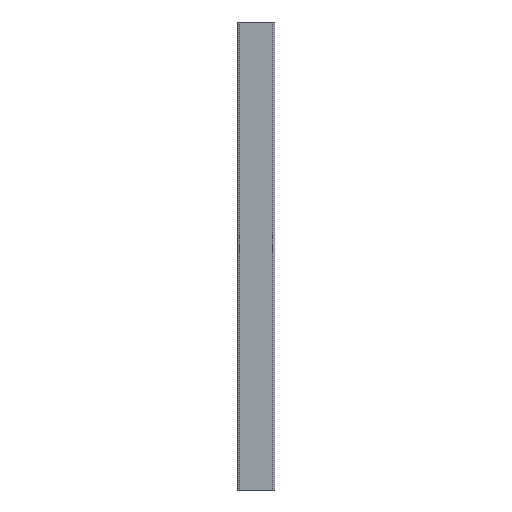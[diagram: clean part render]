
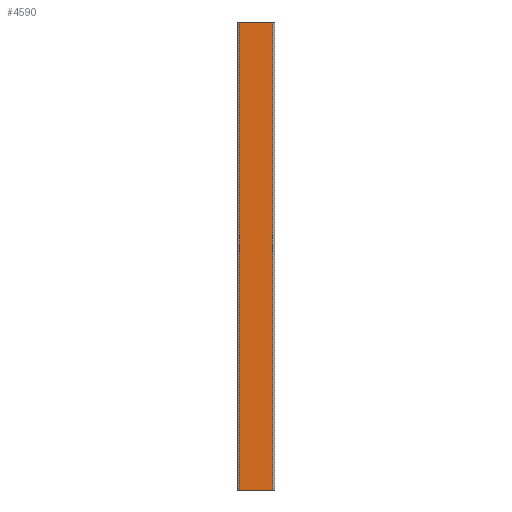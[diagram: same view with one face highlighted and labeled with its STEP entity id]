
A CAD part, front view. The second image highlights one B-rep face of the part: STEP entity #4590.
In plain terms, the highlighted planar face has unit normal (0, -1, 0).
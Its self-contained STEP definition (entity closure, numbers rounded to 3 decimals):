
#115=PLANE('',#5047);
#316=FACE_OUTER_BOUND('',#557,.T.);
#557=EDGE_LOOP('',(#3825,#3826,#3827,#3828));
#1108=LINE('',#7315,#1562);
#1226=LINE('',#7668,#1680);
#1227=LINE('',#7671,#1681);
#1228=LINE('',#7672,#1682);
#1562=VECTOR('',#5900,10.);
#1680=VECTOR('',#6252,10.);
#1681=VECTOR('',#6255,10.);
#1682=VECTOR('',#6256,10.);
#2052=VERTEX_POINT('',#7312);
#2053=VERTEX_POINT('',#7314);
#2171=VERTEX_POINT('',#7666);
#2172=VERTEX_POINT('',#7670);
#2622=EDGE_CURVE('',#2052,#2053,#1108,.T.);
#2799=EDGE_CURVE('',#2052,#2171,#1226,.T.);
#2800=EDGE_CURVE('',#2172,#2171,#1227,.T.);
#2801=EDGE_CURVE('',#2053,#2172,#1228,.T.);
#3825=ORIENTED_EDGE('',*,*,#2799,.T.);
#3826=ORIENTED_EDGE('',*,*,#2800,.F.);
#3827=ORIENTED_EDGE('',*,*,#2801,.F.);
#3828=ORIENTED_EDGE('',*,*,#2622,.F.);
#4590=ADVANCED_FACE('',(#316),#115,.T.);
#5047=AXIS2_PLACEMENT_3D('',#7669,#6253,#6254);
#5900=DIRECTION('',(-1.,0.,0.));
#6252=DIRECTION('',(0.,0.,1.));
#6253=DIRECTION('center_axis',(0.,-1.,0.));
#6254=DIRECTION('ref_axis',(1.,0.,0.));
#6255=DIRECTION('',(1.,0.,0.));
#6256=DIRECTION('',(0.,0.,1.));
#7312=CARTESIAN_POINT('',(36.,-20.,-500.));
#7314=CARTESIAN_POINT('',(-36.,-20.,-500.));
#7315=CARTESIAN_POINT('',(-36.,-20.,-500.));
#7666=CARTESIAN_POINT('',(36.,-20.,500.));
#7668=CARTESIAN_POINT('',(36.,-20.,0.));
#7669=CARTESIAN_POINT('Origin',(-36.,-20.,0.));
#7670=CARTESIAN_POINT('',(-36.,-20.,500.));
#7671=CARTESIAN_POINT('',(-36.,-20.,500.));
#7672=CARTESIAN_POINT('',(-36.,-20.,0.));
